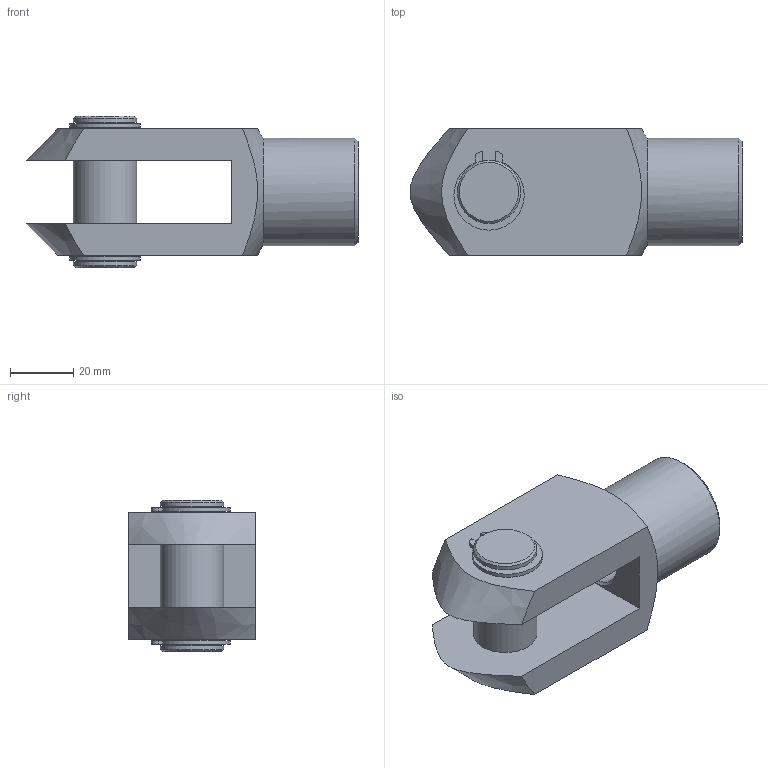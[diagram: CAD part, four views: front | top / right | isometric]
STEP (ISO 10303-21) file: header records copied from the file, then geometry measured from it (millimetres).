
FILE_DESCRIPTION( ( 'STEP AP214' ), '1' );
FILE_NAME( 'Clevis With Pivot_303 FORM20ISOI.stp', '2020-05-14T06:43:01', ( 'License CC BY-ND 4.0' ), ( 'CADENAS' ), ' ', 'PARTsolutions', ' ' );
FILE_SCHEMA( ( 'AUTOMOTIVE_DESIGN { 1 0 10303 214 1 1 1 1 }' ) );
Length unit declared in the file: millimetre
Products named in the file (1): _Clevis With Pivot_303 FORM20ISOI
Bounding box: 105 x 40 x 48 mm (x, y, z)
Volume: 85059 mm3; surface area: 22239.8 mm2
Topology: 1 solids, 1 shells, 54 faces, 135 edges, 86 vertices
Faces by surface type: plane 27, cylinder 19, cone 8
Full cylindrical faces by diameter (mm): 18 x2, 18.376 x1, 20 x5, 34 x1
Entity records: 2170 total; most frequent: CARTESIAN_POINT 505, DIRECTION 260, ORIENTED_EDGE 228, EDGE_CURVE 114, AXIS2_PLACEMENT_3D 103, VERTEX_POINT 80, EDGE_LOOP 76, FACE_OUTER_BOUND 63
